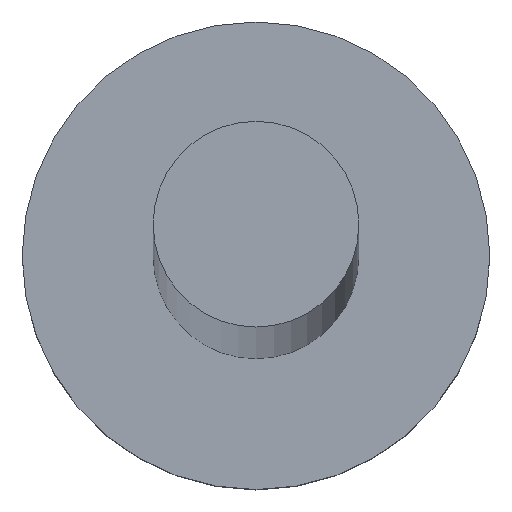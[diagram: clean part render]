
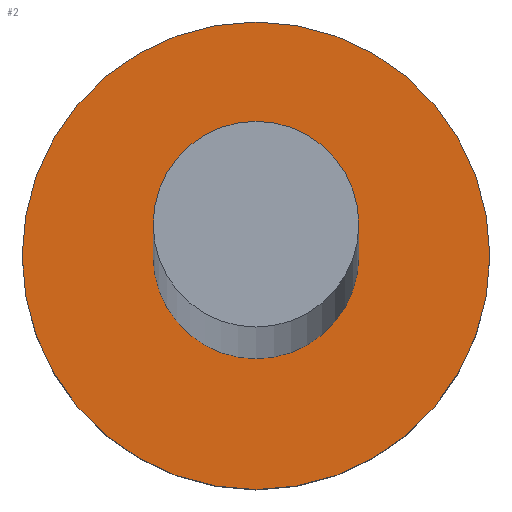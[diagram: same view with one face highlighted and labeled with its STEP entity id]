
A CAD part, top view. The second image highlights one B-rep face of the part: STEP entity #2.
In plain terms, the highlighted planar face has unit normal (0, 0, 1).
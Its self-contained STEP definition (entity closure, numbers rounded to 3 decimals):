
#2 = ADVANCED_FACE ( 'NONE', ( #210, #244 ), #193, .T. ) ;
#21 = AXIS2_PLACEMENT_3D ( 'NONE', #151, #225, #54 ) ;
#31 = DIRECTION ( 'NONE',  ( 1., 0., 0. ) ) ;
#33 = AXIS2_PLACEMENT_3D ( 'NONE', #101, #135, #227 ) ;
#35 = EDGE_CURVE ( 'NONE', #171, #190, #228, .T. ) ;
#45 = EDGE_CURVE ( 'NONE', #82, #231, #180, .T. ) ;
#54 = DIRECTION ( 'NONE',  ( 1., 0., 0. ) ) ;
#59 = CARTESIAN_POINT ( 'NONE',  ( -1.25, 0., 1.2 ) ) ;
#60 = CARTESIAN_POINT ( 'NONE',  ( 0., 0., 1.2 ) ) ;
#64 = DIRECTION ( 'NONE',  ( 1., 0., 0. ) ) ;
#65 = DIRECTION ( 'NONE',  ( 0., 0., 1. ) ) ;
#70 = CARTESIAN_POINT ( 'NONE',  ( 1.25, 0., 1.2 ) ) ;
#76 = ORIENTED_EDGE ( 'NONE', *, *, #35, .F. ) ;
#80 = AXIS2_PLACEMENT_3D ( 'NONE', #60, #246, #31 ) ;
#81 = ORIENTED_EDGE ( 'NONE', *, *, #97, .F. ) ;
#82 = VERTEX_POINT ( 'NONE', #59 ) ;
#96 = ORIENTED_EDGE ( 'NONE', *, *, #45, .T. ) ;
#97 = EDGE_CURVE ( 'NONE', #190, #171, #189, .T. ) ;
#101 = CARTESIAN_POINT ( 'NONE',  ( 0., 0., 1.2 ) ) ;
#108 = CARTESIAN_POINT ( 'NONE',  ( 0.55, 0., 1.2 ) ) ;
#122 = DIRECTION ( 'NONE',  ( 1., 0., 0. ) ) ;
#123 = DIRECTION ( 'NONE',  ( 0., 0., 1. ) ) ;
#135 = DIRECTION ( 'NONE',  ( 0., 0., 1. ) ) ;
#151 = CARTESIAN_POINT ( 'NONE',  ( 0., 0., 1.2 ) ) ;
#158 = CARTESIAN_POINT ( 'NONE',  ( 0., 0., 1.2 ) ) ;
#166 = AXIS2_PLACEMENT_3D ( 'NONE', #158, #123, #122 ) ;
#171 = VERTEX_POINT ( 'NONE', #195 ) ;
#175 = ORIENTED_EDGE ( 'NONE', *, *, #181, .T. ) ;
#180 = CIRCLE ( 'NONE', #33, 1.25 ) ;
#181 = EDGE_CURVE ( 'NONE', #231, #82, #223, .T. ) ;
#187 = EDGE_LOOP ( 'NONE', ( #96, #175 ) ) ;
#189 = CIRCLE ( 'NONE', #166, 0.55 ) ;
#190 = VERTEX_POINT ( 'NONE', #108 ) ;
#193 = PLANE ( 'NONE',  #80 ) ;
#195 = CARTESIAN_POINT ( 'NONE',  ( -0.55, 0., 1.2 ) ) ;
#206 = EDGE_LOOP ( 'NONE', ( #76, #81 ) ) ;
#210 = FACE_BOUND ( 'NONE', #206, .T. ) ;
#213 = AXIS2_PLACEMENT_3D ( 'NONE', #253, #65, #64 ) ;
#223 = CIRCLE ( 'NONE', #213, 1.25 ) ;
#225 = DIRECTION ( 'NONE',  ( 0., 0., 1. ) ) ;
#227 = DIRECTION ( 'NONE',  ( 1., 0., 0. ) ) ;
#228 = CIRCLE ( 'NONE', #21, 0.55 ) ;
#231 = VERTEX_POINT ( 'NONE', #70 ) ;
#244 = FACE_OUTER_BOUND ( 'NONE', #187, .T. ) ;
#246 = DIRECTION ( 'NONE',  ( 0., 0., 1. ) ) ;
#253 = CARTESIAN_POINT ( 'NONE',  ( 0., 0., 1.2 ) ) ;
